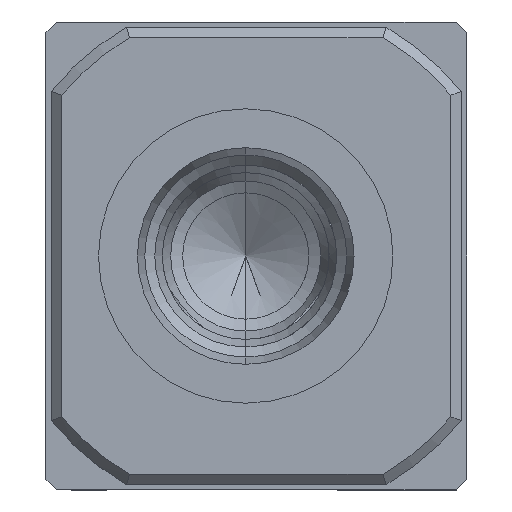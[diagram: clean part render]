
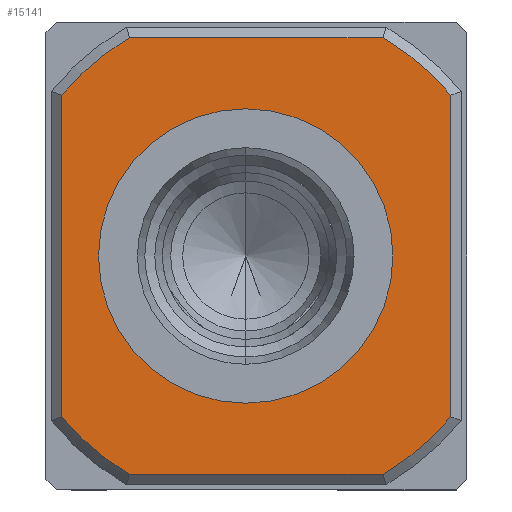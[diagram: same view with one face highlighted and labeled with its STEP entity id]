
A CAD part, left-side view. The second image highlights one B-rep face of the part: STEP entity #15141.
In plain terms, the highlighted planar face has unit normal (-1, 0, 0).
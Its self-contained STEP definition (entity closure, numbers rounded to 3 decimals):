
#335 = DIRECTION ( 'NONE',  ( 0., 0., -1. ) ) ;
#494 = CARTESIAN_POINT ( 'NONE',  ( -35., -1.5, 6.606 ) ) ;
#696 = CARTESIAN_POINT ( 'NONE',  ( -35., -20., 22.25 ) ) ;
#743 = DIRECTION ( 'NONE',  ( 0., 0., 1. ) ) ;
#865 = CIRCLE ( 'NONE', #7276, 24. ) ;
#1088 = AXIS2_PLACEMENT_3D ( 'NONE', #14327, #6057, #5995 ) ;
#1486 = ORIENTED_EDGE ( 'NONE', *, *, #4955, .F. ) ;
#1701 = ORIENTED_EDGE ( 'NONE', *, *, #20941, .T. ) ;
#2217 = CARTESIAN_POINT ( 'NONE',  ( -35., -32.06, 1.5 ) ) ;
#2470 = ORIENTED_EDGE ( 'NONE', *, *, #17229, .T. ) ;
#2602 = CIRCLE ( 'NONE', #4305, 24. ) ;
#2704 = CARTESIAN_POINT ( 'NONE',  ( -35., -19., 22.25 ) ) ;
#2902 = VECTOR ( 'NONE', #335, 1000. ) ;
#3027 = VERTEX_POINT ( 'NONE', #9705 ) ;
#3713 = EDGE_CURVE ( 'NONE', #4585, #15250, #2602, .T. ) ;
#3805 = CARTESIAN_POINT ( 'NONE',  ( -35., -20., 22.25 ) ) ;
#4305 = AXIS2_PLACEMENT_3D ( 'NONE', #15500, #15194, #8654 ) ;
#4325 = DIRECTION ( 'NONE',  ( -1., 0., 0. ) ) ;
#4401 = CIRCLE ( 'NONE', #10800, 24. ) ;
#4585 = VERTEX_POINT ( 'NONE', #15119 ) ;
#4767 = CARTESIAN_POINT ( 'NONE',  ( -35., -1.5, 37.539 ) ) ;
#4955 = EDGE_CURVE ( 'NONE', #12648, #9229, #11752, .T. ) ;
#5615 = ORIENTED_EDGE ( 'NONE', *, *, #3713, .T. ) ;
#5995 = DIRECTION ( 'NONE',  ( 0., 0., 1. ) ) ;
#6057 = DIRECTION ( 'NONE',  ( -1., 0., 0. ) ) ;
#6285 = AXIS2_PLACEMENT_3D ( 'NONE', #2704, #4325, #743 ) ;
#6620 = ORIENTED_EDGE ( 'NONE', *, *, #20519, .T. ) ;
#7008 = CIRCLE ( 'NONE', #6285, 14. ) ;
#7276 = AXIS2_PLACEMENT_3D ( 'NONE', #20340, #17175, #12019 ) ;
#8008 = VERTEX_POINT ( 'NONE', #21629 ) ;
#8284 = VERTEX_POINT ( 'NONE', #2217 ) ;
#8295 = CARTESIAN_POINT ( 'NONE',  ( -35., -19., 8.25 ) ) ;
#8420 = ORIENTED_EDGE ( 'NONE', *, *, #8869, .T. ) ;
#8654 = DIRECTION ( 'NONE',  ( 0., 0., 1. ) ) ;
#8869 = EDGE_CURVE ( 'NONE', #15250, #8284, #15025, .T. ) ;
#9229 = VERTEX_POINT ( 'NONE', #8295 ) ;
#9705 = CARTESIAN_POINT ( 'NONE',  ( -35., -38.5, 6.961 ) ) ;
#10330 = CARTESIAN_POINT ( 'NONE',  ( -35., -7.94, 43. ) ) ;
#10409 = DIRECTION ( 'NONE',  ( 0., -1., 0. ) ) ;
#10750 = FACE_OUTER_BOUND ( 'NONE', #12256, .T. ) ;
#10764 = CARTESIAN_POINT ( 'NONE',  ( -35., -7.94, 1.5 ) ) ;
#10800 = AXIS2_PLACEMENT_3D ( 'NONE', #17789, #12913, #19424 ) ;
#10950 = DIRECTION ( 'NONE',  ( -1., 0., 0. ) ) ;
#11419 = ORIENTED_EDGE ( 'NONE', *, *, #21220, .T. ) ;
#11752 = CIRCLE ( 'NONE', #1088, 14. ) ;
#12019 = DIRECTION ( 'NONE',  ( 0., 0., 1. ) ) ;
#12256 = EDGE_LOOP ( 'NONE', ( #5615, #8420, #14957, #2470, #6620, #1701, #19248, #11419 ) ) ;
#12323 = DIRECTION ( 'NONE',  ( -1., 0., 0. ) ) ;
#12648 = VERTEX_POINT ( 'NONE', #20188 ) ;
#12913 = DIRECTION ( 'NONE',  ( -1., 0., 0. ) ) ;
#14189 = LINE ( 'NONE', #16420, #19163 ) ;
#14225 = ORIENTED_EDGE ( 'NONE', *, *, #18109, .F. ) ;
#14327 = CARTESIAN_POINT ( 'NONE',  ( -35., -19., 22.25 ) ) ;
#14957 = ORIENTED_EDGE ( 'NONE', *, *, #19241, .T. ) ;
#15025 = LINE ( 'NONE', #18648, #16599 ) ;
#15033 = DIRECTION ( 'NONE',  ( 0., 0., 1. ) ) ;
#15119 = CARTESIAN_POINT ( 'NONE',  ( -35., -1.5, 6.961 ) ) ;
#15141 = ADVANCED_FACE ( 'NONE', ( #10750, #18042 ), #18964, .T. ) ;
#15168 = VERTEX_POINT ( 'NONE', #10330 ) ;
#15194 = DIRECTION ( 'NONE',  ( -1., 0., 0. ) ) ;
#15250 = VERTEX_POINT ( 'NONE', #10764 ) ;
#15500 = CARTESIAN_POINT ( 'NONE',  ( -35., -20., 22.25 ) ) ;
#15918 = AXIS2_PLACEMENT_3D ( 'NONE', #3805, #12323, #17105 ) ;
#16420 = CARTESIAN_POINT ( 'NONE',  ( -35., -7.674, 43. ) ) ;
#16599 = VECTOR ( 'NONE', #10409, 1000. ) ;
#16929 = CARTESIAN_POINT ( 'NONE',  ( -35., -38.5, 37.894 ) ) ;
#17105 = DIRECTION ( 'NONE',  ( 0., 0., 1. ) ) ;
#17175 = DIRECTION ( 'NONE',  ( -1., 0., 0. ) ) ;
#17229 = EDGE_CURVE ( 'NONE', #3027, #8008, #18285, .T. ) ;
#17576 = EDGE_CURVE ( 'NONE', #15168, #21603, #4401, .T. ) ;
#17702 = CIRCLE ( 'NONE', #20471, 24. ) ;
#17757 = VECTOR ( 'NONE', #15033, 1000. ) ;
#17789 = CARTESIAN_POINT ( 'NONE',  ( -35., -20., 22.25 ) ) ;
#18028 = DIRECTION ( 'NONE',  ( 0., 1., 0. ) ) ;
#18042 = FACE_BOUND ( 'NONE', #18525, .T. ) ;
#18109 = EDGE_CURVE ( 'NONE', #9229, #12648, #7008, .T. ) ;
#18285 = LINE ( 'NONE', #16929, #17757 ) ;
#18525 = EDGE_LOOP ( 'NONE', ( #1486, #14225 ) ) ;
#18616 = LINE ( 'NONE', #494, #2902 ) ;
#18648 = CARTESIAN_POINT ( 'NONE',  ( -35., -32.326, 1.5 ) ) ;
#18964 = PLANE ( 'NONE',  #15918 ) ;
#19163 = VECTOR ( 'NONE', #18028, 1000. ) ;
#19241 = EDGE_CURVE ( 'NONE', #8284, #3027, #17702, .T. ) ;
#19248 = ORIENTED_EDGE ( 'NONE', *, *, #17576, .T. ) ;
#19424 = DIRECTION ( 'NONE',  ( 0., 0., 1. ) ) ;
#19757 = CARTESIAN_POINT ( 'NONE',  ( -35., -32.06, 43. ) ) ;
#20188 = CARTESIAN_POINT ( 'NONE',  ( -35., -19., 36.25 ) ) ;
#20294 = VERTEX_POINT ( 'NONE', #19757 ) ;
#20340 = CARTESIAN_POINT ( 'NONE',  ( -35., -20., 22.25 ) ) ;
#20471 = AXIS2_PLACEMENT_3D ( 'NONE', #696, #10950, #20903 ) ;
#20519 = EDGE_CURVE ( 'NONE', #8008, #20294, #865, .T. ) ;
#20903 = DIRECTION ( 'NONE',  ( 0., 0., 1. ) ) ;
#20941 = EDGE_CURVE ( 'NONE', #20294, #15168, #14189, .T. ) ;
#21220 = EDGE_CURVE ( 'NONE', #21603, #4585, #18616, .T. ) ;
#21603 = VERTEX_POINT ( 'NONE', #4767 ) ;
#21629 = CARTESIAN_POINT ( 'NONE',  ( -35., -38.5, 37.539 ) ) ;
